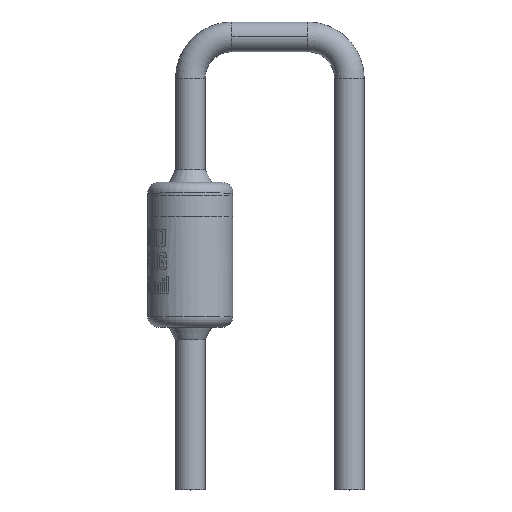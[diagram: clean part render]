
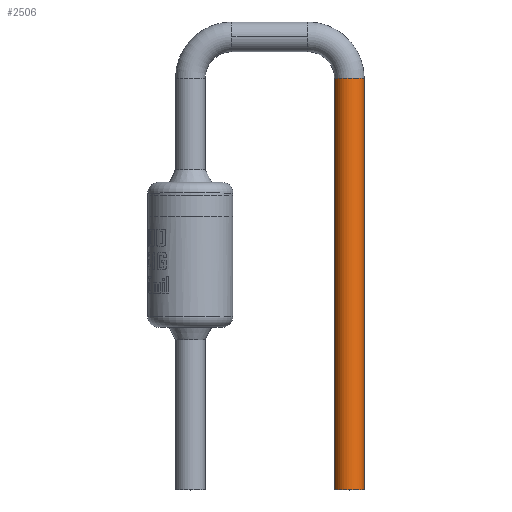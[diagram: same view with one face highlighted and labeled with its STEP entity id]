
A CAD part, top view. The second image highlights one B-rep face of the part: STEP entity #2506.
In plain terms, the highlighted cylindrical face has radius 0.356 mm (diameter 0.712 mm), a partial arc.
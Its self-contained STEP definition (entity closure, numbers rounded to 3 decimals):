
#84 = LINE ( 'NONE', #3410, #471 ) ;
#250 = CARTESIAN_POINT ( 'NONE',  ( 4.166, 7.261, 0. ) ) ;
#410 = CARTESIAN_POINT ( 'NONE',  ( 3.454, -2.6, 0. ) ) ;
#471 = VECTOR ( 'NONE', #1241, 1000. ) ;
#492 = DIRECTION ( 'NONE',  ( 0., -1., 0. ) ) ;
#527 = DIRECTION ( 'NONE',  ( 1., 0., 0. ) ) ;
#607 = VERTEX_POINT ( 'NONE', #250 ) ;
#614 = CARTESIAN_POINT ( 'NONE',  ( 4.166, -2.6, 0. ) ) ;
#818 = CARTESIAN_POINT ( 'NONE',  ( 3.81, -2.6, 0. ) ) ;
#909 = DIRECTION ( 'NONE',  ( 0., 1., 0. ) ) ;
#1067 = EDGE_LOOP ( 'NONE', ( #3104, #2115, #4519, #3280 ) ) ;
#1077 = VERTEX_POINT ( 'NONE', #410 ) ;
#1153 = CIRCLE ( 'NONE', #3838, 0.356 ) ;
#1160 = DIRECTION ( 'NONE',  ( -1., 0., 0. ) ) ;
#1241 = DIRECTION ( 'NONE',  ( 0., 1., 0. ) ) ;
#1631 = AXIS2_PLACEMENT_3D ( 'NONE', #2585, #2938, #1160 ) ;
#1649 = EDGE_CURVE ( 'NONE', #1077, #3748, #84, .T. ) ;
#1656 = CARTESIAN_POINT ( 'NONE',  ( 4.166, -2.6, 0. ) ) ;
#1751 = FACE_OUTER_BOUND ( 'NONE', #1067, .T. ) ;
#1951 = DIRECTION ( 'NONE',  ( 0., -1., 0. ) ) ;
#1985 = DIRECTION ( 'NONE',  ( 1., 0., 0. ) ) ;
#2115 = ORIENTED_EDGE ( 'NONE', *, *, #2878, .T. ) ;
#2312 = CIRCLE ( 'NONE', #3692, 0.356 ) ;
#2506 = ADVANCED_FACE ( 'NONE', ( #1751 ), #4383, .T. ) ;
#2585 = CARTESIAN_POINT ( 'NONE',  ( 3.81, -2.6, 0. ) ) ;
#2878 = EDGE_CURVE ( 'NONE', #3213, #607, #3493, .T. ) ;
#2938 = DIRECTION ( 'NONE',  ( 0., 1., 0. ) ) ;
#3104 = ORIENTED_EDGE ( 'NONE', *, *, #3668, .F. ) ;
#3213 = VERTEX_POINT ( 'NONE', #614 ) ;
#3280 = ORIENTED_EDGE ( 'NONE', *, *, #1649, .F. ) ;
#3410 = CARTESIAN_POINT ( 'NONE',  ( 3.454, -2.6, 0. ) ) ;
#3493 = LINE ( 'NONE', #1656, #3849 ) ;
#3573 = CARTESIAN_POINT ( 'NONE',  ( 3.454, 7.261, 0. ) ) ;
#3668 = EDGE_CURVE ( 'NONE', #3213, #1077, #1153, .T. ) ;
#3692 = AXIS2_PLACEMENT_3D ( 'NONE', #3757, #492, #1985 ) ;
#3748 = VERTEX_POINT ( 'NONE', #3573 ) ;
#3757 = CARTESIAN_POINT ( 'NONE',  ( 3.81, 7.261, 0. ) ) ;
#3838 = AXIS2_PLACEMENT_3D ( 'NONE', #818, #1951, #527 ) ;
#3849 = VECTOR ( 'NONE', #909, 1000. ) ;
#4383 = CYLINDRICAL_SURFACE ( 'NONE', #1631, 0.356 ) ;
#4519 = ORIENTED_EDGE ( 'NONE', *, *, #4557, .T. ) ;
#4557 = EDGE_CURVE ( 'NONE', #607, #3748, #2312, .T. ) ;
